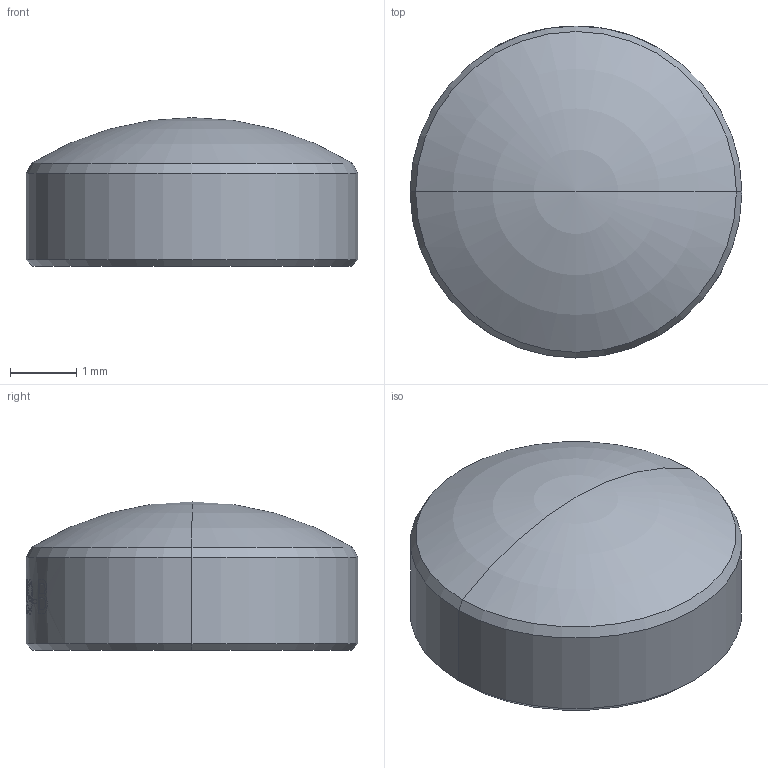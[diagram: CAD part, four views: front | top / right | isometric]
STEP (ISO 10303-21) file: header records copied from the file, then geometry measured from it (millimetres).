
FILE_DESCRIPTION (( 'STEP AP214' ), '1' );
FILE_NAME ('CTN017889-E0W.STEP', '2022-03-03T09:59:28', ( '' ), ( '' ), 'SwSTEP 2.0', 'SolidWorks 2018', '' );
FILE_SCHEMA (( 'AUTOMOTIVE_DESIGN' ));
Length unit declared in the file: millimetre
Products named in the file (1): CTN017889-E0W
Bounding box: 5 x 5 x 2.24 mm (x, y, z)
Volume: 36.8 mm3; surface area: 63.2 mm2
Topology: 1 solids, 1 shells, 23 faces, 114 edges, 105 vertices
Faces by surface type: cylinder 16, cone 4, torus 2, plane 1
Entity records: 1775 total; most frequent: CARTESIAN_POINT 563, ORIENTED_EDGE 224, DIRECTION 156, EDGE_CURVE 112, VERTEX_POINT 105, AXIS2_PLACEMENT_3D 64, B_SPLINE_CURVE_WITH_KNOTS 44, CIRCLE 40
